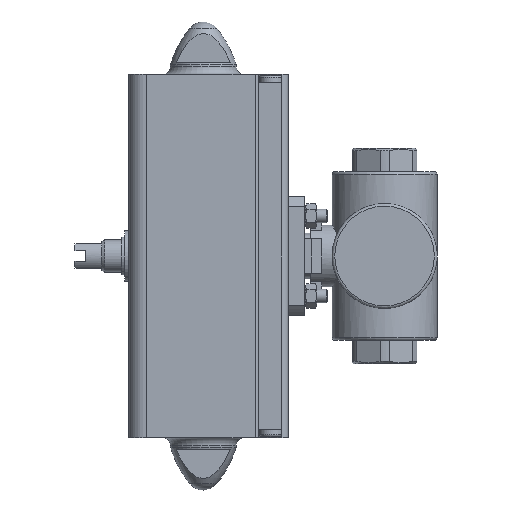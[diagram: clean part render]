
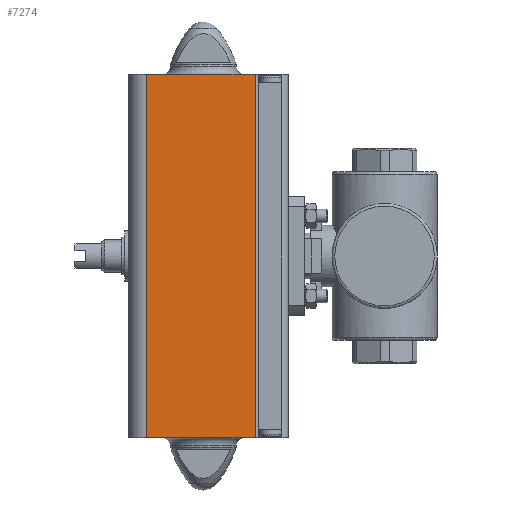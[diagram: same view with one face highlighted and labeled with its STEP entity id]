
A CAD part, left-side view. The second image highlights one B-rep face of the part: STEP entity #7274.
In plain terms, the highlighted planar face has unit normal (-1, 0, 0).
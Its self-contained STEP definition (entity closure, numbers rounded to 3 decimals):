
#243=PLANE('',#7984);
#706=LINE('',#11940,#1300);
#707=LINE('',#11943,#1301);
#708=LINE('',#11945,#1302);
#709=LINE('',#11947,#1303);
#1300=VECTOR('',#9482,1000.);
#1301=VECTOR('',#9483,1000.);
#1302=VECTOR('',#9484,1000.);
#1303=VECTOR('',#9485,1000.);
#3022=ORIENTED_EDGE('',*,*,#4564,.T.);
#3023=ORIENTED_EDGE('',*,*,#4565,.F.);
#3024=ORIENTED_EDGE('',*,*,#4566,.F.);
#3025=ORIENTED_EDGE('',*,*,#4567,.T.);
#4564=EDGE_CURVE('',#5410,#5411,#706,.T.);
#4565=EDGE_CURVE('',#5412,#5411,#707,.T.);
#4566=EDGE_CURVE('',#5413,#5412,#708,.T.);
#4567=EDGE_CURVE('',#5413,#5410,#709,.T.);
#5410=VERTEX_POINT('',#11941);
#5411=VERTEX_POINT('',#11942);
#5412=VERTEX_POINT('',#11944);
#5413=VERTEX_POINT('',#11946);
#6038=EDGE_LOOP('',(#3022,#3023,#3024,#3025));
#6647=FACE_BOUND('',#6038,.T.);
#7274=ADVANCED_FACE('',(#6647),#243,.F.);
#7984=AXIS2_PLACEMENT_3D('',#11939,#9480,#9481);
#9480=DIRECTION('',(1.,0.,0.));
#9481=DIRECTION('',(0.,0.,-1.));
#9482=DIRECTION('',(0.,-1.,0.));
#9483=DIRECTION('',(0.,0.,-1.));
#9484=DIRECTION('',(0.,-1.,0.));
#9485=DIRECTION('',(0.,0.,-1.));
#11939=CARTESIAN_POINT('',(-27.7,21.2,67.5));
#11940=CARTESIAN_POINT('',(-27.7,21.2,-67.5));
#11941=CARTESIAN_POINT('',(-27.7,21.2,-67.5));
#11942=CARTESIAN_POINT('',(-27.7,-19.3,-67.5));
#11943=CARTESIAN_POINT('',(-27.7,-19.3,67.5));
#11944=CARTESIAN_POINT('',(-27.7,-19.3,67.5));
#11945=CARTESIAN_POINT('',(-27.7,21.2,67.5));
#11946=CARTESIAN_POINT('',(-27.7,21.2,67.5));
#11947=CARTESIAN_POINT('',(-27.7,21.2,67.5));
